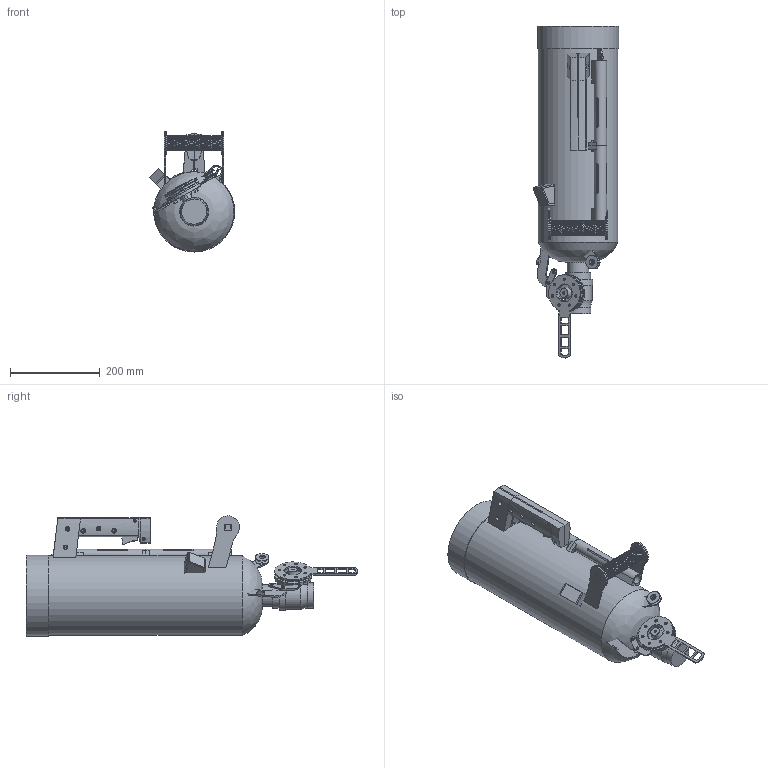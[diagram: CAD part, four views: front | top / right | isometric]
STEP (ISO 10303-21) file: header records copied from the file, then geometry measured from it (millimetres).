
FILE_DESCRIPTION(/* description */ (''),/* implementation_level */ '2;1');
FILE_NAME(/* name */ 'potato luancher Master.step',/* time_stamp */ '2024-05-24T22:07:03-05:00',/* author */ (''),/* organization */ (''),/* preprocessor_version */ 'ST-DEVELOPER v20',/* originating_system */ 'Autodesk Translation Framework v13.14.0.145',/* authorisation */ '');
FILE_SCHEMA (('AUTOMOTIVE_DESIGN { 1 0 10303 214 3 1 1 }'));
Products named in the file (34): potato luancher; Tank; inlet; hole saw align; valve; Valve body; pully; lower; track; Broached Hexagon Socket Head Cap Screw ANSI B18.3.1M - M3x0.5 x 25 St
eel Grade 2 Zinc v1; trigger cam; arming lever; Component47; forward handle; F handle riser L; F handle riser L(Mirror); Component21; Buffer tube; Socket Head Cap Screw JIS B 1176 - M3 x 0.5 x 20 Steel 4.6 Plain v1; spring anchor; aft handle; handle body; trigger; Aft handle reinforcement; bearing pully; spacer; pully arm; spring pully; Cam release system; claw; Release arm; bushing; Component45; Hexagon Socket Head Cap Screw ANSI B18.3 - 1/4-28 UNF x 0.75 Steel Gr
ade 2 Plain v1
Assembly tree (44 placements, depth 4):
  potato luancher
    Tank
      inlet
      hole saw align
    valve
      Valve body
      pully
        lower
        track
        Broached Hexagon Socket Head Cap Screw ANSI B18.3.1M - M3x0.5 x 25 St
eel Grade 2 Zinc v1  x7
        trigger cam
        arming lever
        Component47
    forward handle
      F handle riser L
      F handle riser L(Mirror)
      Component21
    Buffer tube
      Socket Head Cap Screw JIS B 1176 - M3 x 0.5 x 20 Steel 4.6 Plain v1  x2
      spring anchor
    aft handle
      handle body
      trigger
      Aft handle reinforcement
    bearing pully
      spacer
      pully arm
      spring pully
    Cam release system
      claw
      Release arm
      bushing
      Component45
    Hexagon Socket Head Cap Screw ANSI B18.3 - 1/4-28 UNF x 0.75 Steel Gr
ade 2 Plain v1  x5
Bounding box: 190.46 x 741.14 x 268.29 mm (x, y, z)
Volume: 13676710 mm3; surface area: 692562.1 mm2
Topology: 45 solids, 45 shells, 1413 faces, 3531 edges, 2271 vertices
Faces by surface type: plane 679, bspline 373, cylinder 325, cone 21, torus 15
Full cylindrical faces by diameter (mm): 2 x1, 2.927 x9, 3 x1, 3.22 x28, 3.3 x5, 3.5 x4, 4.2 x1, 4.762 x1, 5.182 x1, 5.5 x9, 5.8 x1, 6 x1, 6.243 x5, 6.35 x8, 6.65 x13, 6.95 x1, 8.3 x1, 9.2 x2, 9.525 x5, 9.698 x1, 10.049 x5, 11.684 x1, 13.475 x1, 16.075 x1, 19.05 x1, 20.066 x1, 21.285 x2, 27.285 x2, 30.929 x2, 34.925 x1
Entity records: 54406 total; most frequent: CARTESIAN_POINT 25579, ORIENTED_EDGE 6318, DIRECTION 4739, EDGE_CURVE 3159, VERTEX_POINT 2063, LINE 1607, VECTOR 1607, AXIS2_PLACEMENT_3D 1566
